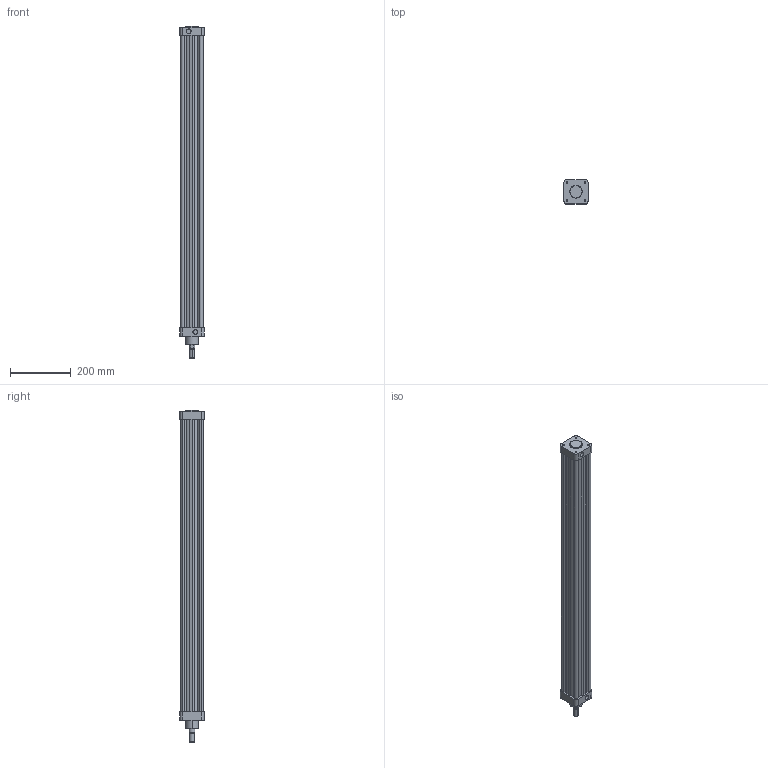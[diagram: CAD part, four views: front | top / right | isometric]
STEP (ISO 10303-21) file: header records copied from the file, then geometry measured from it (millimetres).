
FILE_DESCRIPTION (( 'STEP AP214' ), '1' );
FILE_NAME ('PAG 63-900 CYLINDER.STEP', '2010-08-04T15:20:09', ( '' ), ( '' ), 'SwSTEP 2.0', 'SolidWorks 2010', '' );
FILE_SCHEMA (( 'AUTOMOTIVE_DESIGN' ));
Length unit declared in the file: millimetre
Products named in the file (5): pns pag 63 arka kapak; pns pag 63 on kapak; PNS-PAG 63; pag 63  boru; PAG  63-900  CYLINDER
Assembly tree (4 placements, depth 2):
  PAG  63-900  CYLINDER
    pns pag 63 on kapak
    pns pag 63 arka kapak
    PNS-PAG 63
    pag 63  boru
Bounding box: 80 x 80 x 1091 mm (x, y, z)
Volume: 2041422 mm3; surface area: 712226.2 mm2
Topology: 4 solids, 4 shells, 197 faces, 472 edges, 304 vertices
Faces by surface type: cylinder 90, plane 73, cone 28, torus 6
Entity records: 6266 total; most frequent: DIRECTION 1100, CARTESIAN_POINT 1016, ORIENTED_EDGE 944, EDGE_CURVE 472, AXIS2_PLACEMENT_3D 428, VERTEX_POINT 304, VECTOR 244, LINE 244
